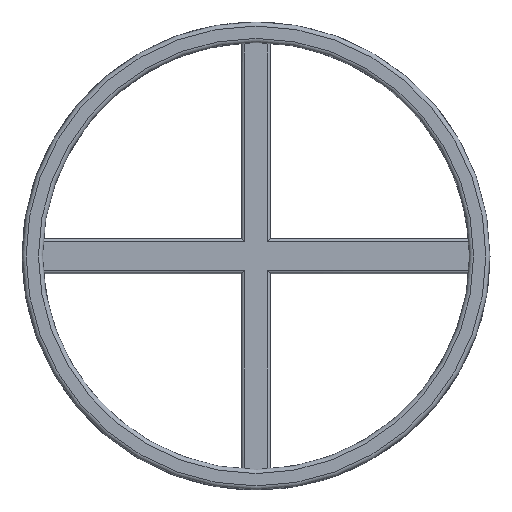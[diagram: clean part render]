
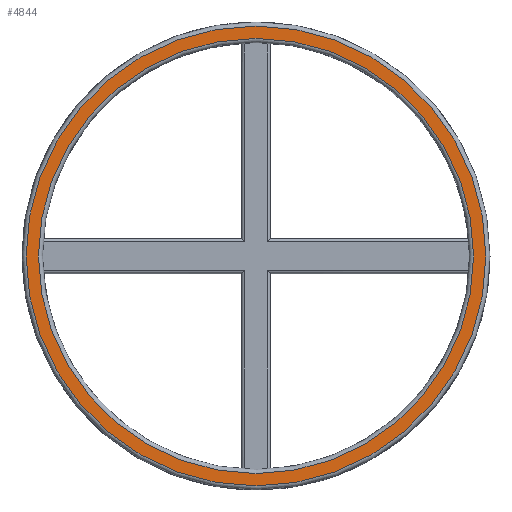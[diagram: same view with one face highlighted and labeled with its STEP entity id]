
A CAD part, top view. The second image highlights one B-rep face of the part: STEP entity #4844.
In plain terms, the highlighted planar face has unit normal (0, 0, 1).
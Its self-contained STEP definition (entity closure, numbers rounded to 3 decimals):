
#3465 = TOROIDAL_SURFACE('',#3466,56.,1.);
#3466 = AXIS2_PLACEMENT_3D('',#3467,#3468,#3469);
#3467 = CARTESIAN_POINT('',(0.,0.,21.));
#3468 = DIRECTION('',(0.,0.,1.));
#3469 = DIRECTION('',(1.,0.,-0.));
#3865 = TOROIDAL_SURFACE('',#3866,53.,1.);
#3866 = AXIS2_PLACEMENT_3D('',#3867,#3868,#3869);
#3867 = CARTESIAN_POINT('',(0.,0.,21.));
#3868 = DIRECTION('',(0.,0.,1.));
#3869 = DIRECTION('',(1.,0.,0.));
#4730 = VERTEX_POINT('',#4731);
#4731 = CARTESIAN_POINT('',(56.,0.,22.));
#4753 = EDGE_CURVE('',#4730,#4730,#4754,.T.);
#4754 = SURFACE_CURVE('',#4755,(#4760,#4767),.PCURVE_S1.);
#4755 = CIRCLE('',#4756,56.);
#4756 = AXIS2_PLACEMENT_3D('',#4757,#4758,#4759);
#4757 = CARTESIAN_POINT('',(0.,0.,22.));
#4758 = DIRECTION('',(0.,0.,1.));
#4759 = DIRECTION('',(1.,0.,-0.));
#4760 = PCURVE('',#3465,#4761);
#4761 = DEFINITIONAL_REPRESENTATION('',(#4762),#4766);
#4762 = LINE('',#4763,#4764);
#4763 = CARTESIAN_POINT('',(0.,1.571));
#4764 = VECTOR('',#4765,1.);
#4765 = DIRECTION('',(1.,0.));
#4766 = ( GEOMETRIC_REPRESENTATION_CONTEXT(2) 
PARAMETRIC_REPRESENTATION_CONTEXT() REPRESENTATION_CONTEXT('2D SPACE',''
  ) );
#4767 = PCURVE('',#4768,#4773);
#4768 = PLANE('',#4769);
#4769 = AXIS2_PLACEMENT_3D('',#4770,#4771,#4772);
#4770 = CARTESIAN_POINT('',(0.,0.,22.)
  );
#4771 = DIRECTION('',(0.,0.,1.));
#4772 = DIRECTION('',(1.,0.,-0.));
#4773 = DEFINITIONAL_REPRESENTATION('',(#4774),#4778);
#4774 = CIRCLE('',#4775,56.);
#4775 = AXIS2_PLACEMENT_2D('',#4776,#4777);
#4776 = CARTESIAN_POINT('',(0.,0.));
#4777 = DIRECTION('',(1.,0.));
#4778 = ( GEOMETRIC_REPRESENTATION_CONTEXT(2) 
PARAMETRIC_REPRESENTATION_CONTEXT() REPRESENTATION_CONTEXT('2D SPACE',''
  ) );
#4800 = VERTEX_POINT('',#4801);
#4801 = CARTESIAN_POINT('',(53.,0.,22.));
#4821 = EDGE_CURVE('',#4800,#4800,#4822,.T.);
#4822 = SURFACE_CURVE('',#4823,(#4828,#4835),.PCURVE_S1.);
#4823 = CIRCLE('',#4824,53.);
#4824 = AXIS2_PLACEMENT_3D('',#4825,#4826,#4827);
#4825 = CARTESIAN_POINT('',(0.,0.,22.));
#4826 = DIRECTION('',(0.,0.,1.));
#4827 = DIRECTION('',(1.,0.,0.));
#4828 = PCURVE('',#3865,#4829);
#4829 = DEFINITIONAL_REPRESENTATION('',(#4830),#4834);
#4830 = LINE('',#4831,#4832);
#4831 = CARTESIAN_POINT('',(0.,1.571));
#4832 = VECTOR('',#4833,1.);
#4833 = DIRECTION('',(1.,0.));
#4834 = ( GEOMETRIC_REPRESENTATION_CONTEXT(2) 
PARAMETRIC_REPRESENTATION_CONTEXT() REPRESENTATION_CONTEXT('2D SPACE',''
  ) );
#4835 = PCURVE('',#4768,#4836);
#4836 = DEFINITIONAL_REPRESENTATION('',(#4837),#4841);
#4837 = CIRCLE('',#4838,53.);
#4838 = AXIS2_PLACEMENT_2D('',#4839,#4840);
#4839 = CARTESIAN_POINT('',(0.,0.));
#4840 = DIRECTION('',(1.,0.));
#4841 = ( GEOMETRIC_REPRESENTATION_CONTEXT(2) 
PARAMETRIC_REPRESENTATION_CONTEXT() REPRESENTATION_CONTEXT('2D SPACE',''
  ) );
#4844 = ADVANCED_FACE('',(#4845,#4848),#4768,.T.);
#4845 = FACE_BOUND('',#4846,.T.);
#4846 = EDGE_LOOP('',(#4847));
#4847 = ORIENTED_EDGE('',*,*,#4753,.T.);
#4848 = FACE_BOUND('',#4849,.T.);
#4849 = EDGE_LOOP('',(#4850));
#4850 = ORIENTED_EDGE('',*,*,#4821,.F.);
